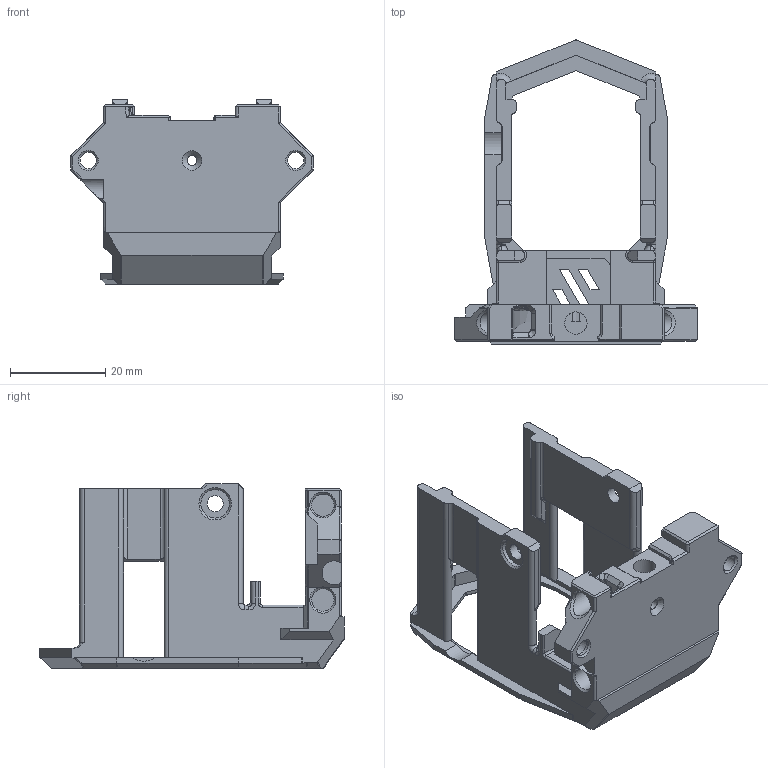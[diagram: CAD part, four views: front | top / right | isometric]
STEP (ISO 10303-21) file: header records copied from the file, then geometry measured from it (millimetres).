
FILE_DESCRIPTION(/* description */ ('STEP AP242','CAx-IF Rec.Pracs.---Representation and Presentation of Product Manufacturing Information (PMI)---4.0---2014-10-13','CAx-IF Rec.Pracs.---3D Tessellated Geometry---0.4---2014-09-14','2;1'),/* implementation_level */ '2;1');
FILE_NAME(/* name */ 'Bearingcutter - Main_Body_Voron_Sherpa v4',/* time_stamp */ '2025-04-30T15:43:06Z',/* author */ (''),/* organization */ (''),/* preprocessor_version */ 'ST-DEVELOPER v20',/* originating_system */ 'ONSHAPE BY PTC INC, 1.197',/* authorisation */ ' ');
FILE_SCHEMA (('AP242_MANAGED_MODEL_BASED_3D_ENGINEERING_MIM_LF { 1 0 10303 442 1 1 4 }'));
Length unit declared in the file: metre
Products named in the file (1): Main_Body_Voron_Sherpa v4
Bounding box: 50.84 x 63.81 x 38.63 mm (x, y, z)
Volume: 17916.7 mm3; surface area: 13149 mm2
Topology: 1 solids, 1 shells, 504 faces, 1406 edges, 897 vertices
Faces by surface type: plane 282, cylinder 144, bspline 37, torus 22, cone 19
Full cylindrical faces by diameter (mm): 2.09 x1, 3.4 x4, 4.7 x7, 6 x2, 7.09 x1
Entity records: 17821 total; most frequent: CARTESIAN_POINT 5135, ORIENTED_EDGE 2734, DIRECTION 2510, EDGE_CURVE 1367, VERTEX_POINT 888, LINE 862, VECTOR 862, AXIS2_PLACEMENT_3D 824
